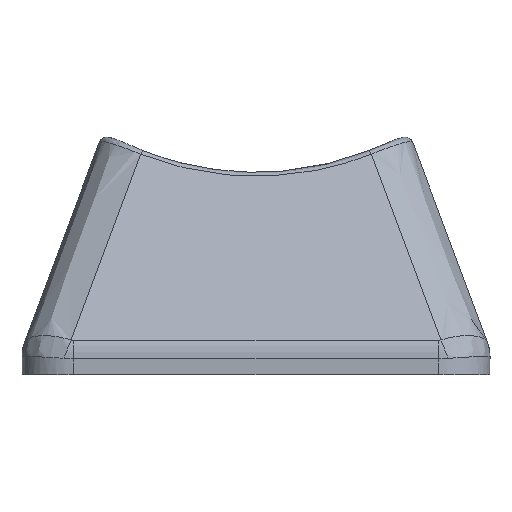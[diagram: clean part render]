
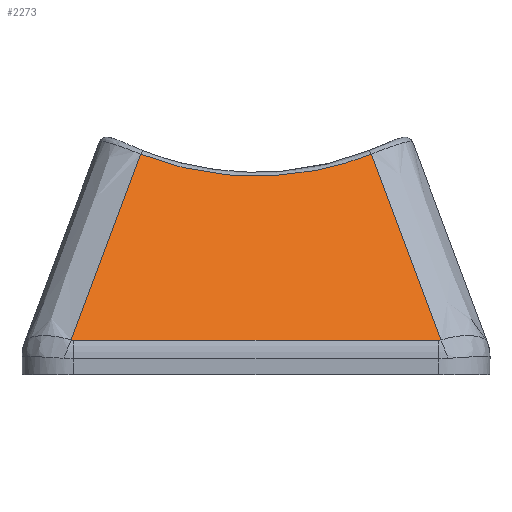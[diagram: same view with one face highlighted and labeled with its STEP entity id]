
A CAD part, front view. The second image highlights one B-rep face of the part: STEP entity #2273.
In plain terms, the highlighted planar face has unit normal (0, -0.878, 0.478).
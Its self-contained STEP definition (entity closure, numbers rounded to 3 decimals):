
#16=PLANE('',#2399);
#67=ELLIPSE('',#2388,1.046,0.5);
#69=ELLIPSE('',#2393,1.046,0.5);
#76=LINE('',#4576,#181);
#181=VECTOR('',#2522,10.);
#371=FACE_OUTER_BOUND('',#490,.T.);
#490=EDGE_LOOP('',(#1721,#1722,#1723,#1724,#1725,#1726));
#713=B_SPLINE_CURVE_WITH_KNOTS('',3,(#4750,#4751,#4752,#4753),
 .UNSPECIFIED.,.F.,.F.,(4,4),(-0.99,-0.126),
 .UNSPECIFIED.);
#715=B_SPLINE_CURVE_WITH_KNOTS('',3,(#4761,#4762,#4763,#4764),
 .UNSPECIFIED.,.F.,.F.,(4,4),(0.126,0.99),
 .UNSPECIFIED.);
#716=B_SPLINE_CURVE_WITH_KNOTS('',3,(#4765,#4766,#4767,#4768,#4769),
 .UNSPECIFIED.,.F.,.F.,(4,1,4),(-0.924,-0.396,0.),
 .UNSPECIFIED.);
#929=VERTEX_POINT('',#4532);
#933=VERTEX_POINT('',#4566);
#935=VERTEX_POINT('',#4572);
#937=VERTEX_POINT('',#4593);
#947=VERTEX_POINT('',#4749);
#948=VERTEX_POINT('',#4760);
#1215=EDGE_CURVE('',#929,#933,#67,.T.);
#1218=EDGE_CURVE('',#933,#935,#76,.T.);
#1221=EDGE_CURVE('',#935,#937,#69,.T.);
#1239=EDGE_CURVE('',#937,#947,#713,.T.);
#1241=EDGE_CURVE('',#948,#929,#715,.T.);
#1242=EDGE_CURVE('',#947,#948,#716,.T.);
#1721=ORIENTED_EDGE('',*,*,#1221,.F.);
#1722=ORIENTED_EDGE('',*,*,#1218,.F.);
#1723=ORIENTED_EDGE('',*,*,#1215,.F.);
#1724=ORIENTED_EDGE('',*,*,#1241,.F.);
#1725=ORIENTED_EDGE('',*,*,#1242,.F.);
#1726=ORIENTED_EDGE('',*,*,#1239,.F.);
#2273=ADVANCED_FACE('',(#371),#16,.T.);
#2388=AXIS2_PLACEMENT_3D('',#4570,#2515,#2516);
#2393=AXIS2_PLACEMENT_3D('',#4597,#2527,#2528);
#2399=AXIS2_PLACEMENT_3D('',#4759,#2545,#2546);
#2515=DIRECTION('center_axis',(0.,0.878,-0.478));
#2516=DIRECTION('ref_axis',(0.,-0.478,-0.878));
#2522=DIRECTION('',(-1.,0.,0.));
#2527=DIRECTION('center_axis',(0.,0.878,-0.478));
#2528=DIRECTION('ref_axis',(0.,-0.478,-0.878));
#2545=DIRECTION('center_axis',(0.,-0.878,
0.478));
#2546=DIRECTION('ref_axis',(0.,-0.478,-0.878));
#4532=CARTESIAN_POINT('',(7.172,-18.415,0.351));
#4566=CARTESIAN_POINT('',(7.081,-18.423,0.335));
#4570=CARTESIAN_POINT('Origin',(7.081,-17.923,1.254));
#4572=CARTESIAN_POINT('',(-7.081,-18.423,0.335));
#4576=CARTESIAN_POINT('',(7.525,-18.423,0.335));
#4593=CARTESIAN_POINT('',(-7.172,-18.415,0.351));
#4597=CARTESIAN_POINT('Origin',(-7.081,-17.923,1.254));
#4749=CARTESIAN_POINT('',(-4.478,-14.491,7.563));
#4750=CARTESIAN_POINT('Ctrl Pts',(-7.172,-18.415,0.351));
#4751=CARTESIAN_POINT('Ctrl Pts',(-6.276,-17.106,2.755));
#4752=CARTESIAN_POINT('Ctrl Pts',(-5.378,-15.798,5.16));
#4753=CARTESIAN_POINT('Ctrl Pts',(-4.478,-14.491,7.563));
#4759=CARTESIAN_POINT('Origin',(5.969,-13.966,8.527));
#4760=CARTESIAN_POINT('',(4.478,-14.491,7.563));
#4761=CARTESIAN_POINT('Ctrl Pts',(4.478,-14.491,7.563));
#4762=CARTESIAN_POINT('Ctrl Pts',(5.378,-15.798,5.16));
#4763=CARTESIAN_POINT('Ctrl Pts',(6.276,-17.106,2.755));
#4764=CARTESIAN_POINT('Ctrl Pts',(7.172,-18.415,0.351));
#4765=CARTESIAN_POINT('Ctrl Pts',(-4.478,-14.491,7.563));
#4766=CARTESIAN_POINT('Ctrl Pts',(-2.88,-14.843,6.916));
#4767=CARTESIAN_POINT('Ctrl Pts',(0.24,-15.122,6.404));
#4768=CARTESIAN_POINT('Ctrl Pts',(3.279,-14.755,7.078));
#4769=CARTESIAN_POINT('Ctrl Pts',(4.478,-14.491,7.563));
